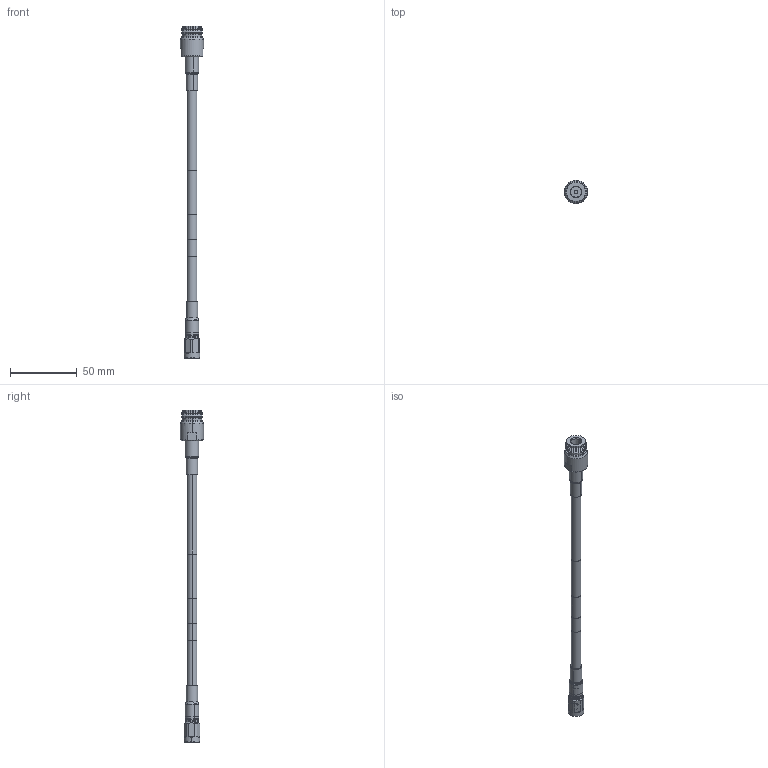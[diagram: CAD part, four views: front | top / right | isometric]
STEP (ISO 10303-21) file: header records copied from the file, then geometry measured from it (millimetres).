
FILE_DESCRIPTION (( 'STEP AP214' ), '1' );
FILE_NAME ('FMCA1924_3D.step', '2025-07-24T19:22:52', ( '' ), ( '' ), 'SwSTEP 2.0', 'SolidWorks 2022', '' );
FILE_SCHEMA (( 'AUTOMOTIVE_DESIGN' ));
Length unit declared in the file: inch
Products named in the file (5): TC-250-NF-LP; HeatShrink_CA-300_3; TC-250-NX10M-LP-LC; FMCA1924_3D; spp-250-llpl_WITH LABEL & PIM
Assembly tree (5 placements, depth 2):
  FMCA1924_3D
    spp-250-llpl_WITH LABEL & PIM
    HeatShrink_CA-300_3  x2
    TC-250-NX10M-LP-LC
    TC-250-NF-LP
Bounding box: 17.33 x 17.33 x 248 mm (x, y, z)
Volume: 14761.4 mm3; surface area: 12243.2 mm2
Topology: 5 solids, 5 shells, 333 faces, 742 edges, 448 vertices
Faces by surface type: cylinder 116, cone 100, plane 79, torus 38
Entity records: 9319 total; most frequent: CARTESIAN_POINT 1906, DIRECTION 1622, ORIENTED_EDGE 1396, EDGE_CURVE 698, AXIS2_PLACEMENT_3D 673, VERTEX_POINT 424, CIRCLE 354, EDGE_LOOP 344
